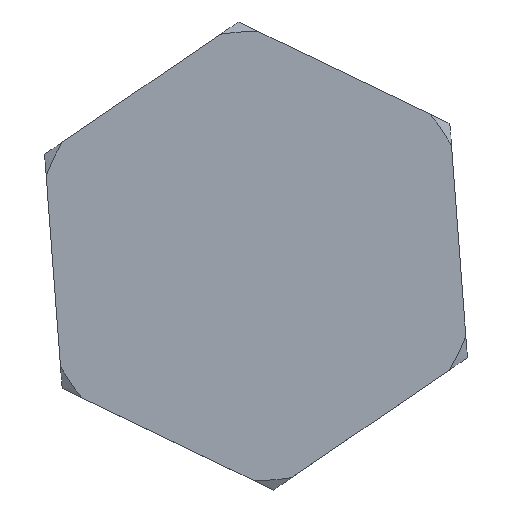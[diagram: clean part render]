
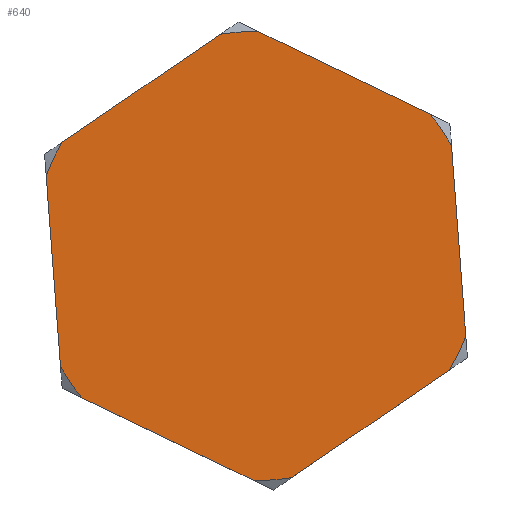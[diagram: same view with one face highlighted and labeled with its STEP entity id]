
A CAD part, top view. The second image highlights one B-rep face of the part: STEP entity #640.
In plain terms, the highlighted planar face has unit normal (0, 0, 1).
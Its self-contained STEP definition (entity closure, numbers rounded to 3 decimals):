
#30=PLANE('',#707);
#90=FACE_OUTER_BOUND('',#130,.T.);
#130=EDGE_LOOP('',(#469,#470,#471,#472,#473,#474,#475,#476,#477,#478,#479,
#480));
#190=LINE('',#1108,#214);
#191=LINE('',#1109,#215);
#192=LINE('',#1110,#216);
#193=LINE('',#1111,#217);
#194=LINE('',#1112,#218);
#195=LINE('',#1113,#219);
#214=VECTOR('',#793,10.);
#215=VECTOR('',#794,10.);
#216=VECTOR('',#795,10.);
#217=VECTOR('',#796,10.);
#218=VECTOR('',#797,10.);
#219=VECTOR('',#798,10.);
#236=CIRCLE('',#684,77.909);
#237=CIRCLE('',#686,77.909);
#238=CIRCLE('',#688,77.909);
#239=CIRCLE('',#690,77.909);
#240=CIRCLE('',#692,77.909);
#241=CIRCLE('',#694,77.909);
#268=VERTEX_POINT('',#977);
#269=VERTEX_POINT('',#981);
#271=VERTEX_POINT('',#988);
#272=VERTEX_POINT('',#992);
#274=VERTEX_POINT('',#999);
#275=VERTEX_POINT('',#1003);
#277=VERTEX_POINT('',#1010);
#278=VERTEX_POINT('',#1014);
#280=VERTEX_POINT('',#1021);
#281=VERTEX_POINT('',#1025);
#282=VERTEX_POINT('',#1031);
#284=VERTEX_POINT('',#1036);
#334=EDGE_CURVE('',#268,#269,#236,.T.);
#337=EDGE_CURVE('',#271,#272,#237,.T.);
#340=EDGE_CURVE('',#274,#275,#238,.T.);
#343=EDGE_CURVE('',#277,#278,#239,.T.);
#346=EDGE_CURVE('',#280,#281,#240,.T.);
#348=EDGE_CURVE('',#284,#282,#241,.T.);
#368=EDGE_CURVE('',#282,#280,#190,.T.);
#369=EDGE_CURVE('',#281,#277,#191,.T.);
#370=EDGE_CURVE('',#278,#274,#192,.T.);
#371=EDGE_CURVE('',#275,#271,#193,.T.);
#372=EDGE_CURVE('',#272,#268,#194,.T.);
#373=EDGE_CURVE('',#269,#284,#195,.T.);
#469=ORIENTED_EDGE('',*,*,#348,.T.);
#470=ORIENTED_EDGE('',*,*,#368,.T.);
#471=ORIENTED_EDGE('',*,*,#346,.T.);
#472=ORIENTED_EDGE('',*,*,#369,.T.);
#473=ORIENTED_EDGE('',*,*,#343,.T.);
#474=ORIENTED_EDGE('',*,*,#370,.T.);
#475=ORIENTED_EDGE('',*,*,#340,.T.);
#476=ORIENTED_EDGE('',*,*,#371,.T.);
#477=ORIENTED_EDGE('',*,*,#337,.T.);
#478=ORIENTED_EDGE('',*,*,#372,.T.);
#479=ORIENTED_EDGE('',*,*,#334,.T.);
#480=ORIENTED_EDGE('',*,*,#373,.T.);
#640=ADVANCED_FACE('',(#90),#30,.T.);
#684=AXIS2_PLACEMENT_3D('',#985,#745,#746);
#686=AXIS2_PLACEMENT_3D('',#996,#749,#750);
#688=AXIS2_PLACEMENT_3D('',#1007,#753,#754);
#690=AXIS2_PLACEMENT_3D('',#1018,#757,#758);
#692=AXIS2_PLACEMENT_3D('',#1029,#761,#762);
#694=AXIS2_PLACEMENT_3D('',#1037,#765,#766);
#707=AXIS2_PLACEMENT_3D('',#1107,#791,#792);
#745=DIRECTION('center_axis',(0.,0.,1.));
#746=DIRECTION('ref_axis',(0.,1.,0.));
#749=DIRECTION('center_axis',(0.,0.,1.));
#750=DIRECTION('ref_axis',(0.,1.,0.));
#753=DIRECTION('center_axis',(0.,0.,1.));
#754=DIRECTION('ref_axis',(0.,1.,0.));
#757=DIRECTION('center_axis',(0.,0.,1.));
#758=DIRECTION('ref_axis',(0.,1.,0.));
#761=DIRECTION('center_axis',(0.,0.,1.));
#762=DIRECTION('ref_axis',(0.,1.,0.));
#765=DIRECTION('center_axis',(0.,0.,1.));
#766=DIRECTION('ref_axis',(0.,1.,0.));
#791=DIRECTION('center_axis',(0.,0.,1.));
#792=DIRECTION('ref_axis',(-1.,0.,0.));
#793=DIRECTION('',(0.075,-0.997,0.));
#794=DIRECTION('',(0.901,-0.434,0.));
#795=DIRECTION('',(0.826,0.564,0.));
#796=DIRECTION('',(-0.075,0.997,0.));
#797=DIRECTION('',(-0.901,0.434,0.));
#798=DIRECTION('',(-0.826,-0.564,0.));
#977=CARTESIAN_POINT('',(0.688,77.906,207.));
#981=CARTESIAN_POINT('',(-12.342,76.925,207.));
#985=CARTESIAN_POINT('Origin',(0.,0.,207.));
#988=CARTESIAN_POINT('',(67.812,38.357,207.));
#992=CARTESIAN_POINT('',(60.448,49.151,207.));
#996=CARTESIAN_POINT('Origin',(0.,0.,207.));
#999=CARTESIAN_POINT('',(67.125,-39.548,207.));
#1003=CARTESIAN_POINT('',(72.79,-27.774,207.));
#1007=CARTESIAN_POINT('Origin',(0.,0.,207.));
#1010=CARTESIAN_POINT('',(-0.688,-77.906,207.));
#1014=CARTESIAN_POINT('',(12.342,-76.925,207.));
#1018=CARTESIAN_POINT('Origin',(0.,0.,207.));
#1021=CARTESIAN_POINT('',(-67.812,-38.357,207.));
#1025=CARTESIAN_POINT('',(-60.448,-49.151,207.));
#1029=CARTESIAN_POINT('Origin',(0.,0.,207.));
#1031=CARTESIAN_POINT('',(-72.79,27.774,207.));
#1036=CARTESIAN_POINT('',(-67.125,39.548,207.));
#1037=CARTESIAN_POINT('Origin',(0.,0.,207.));
#1107=CARTESIAN_POINT('Origin',(0.,0.,207.));
#1108=CARTESIAN_POINT('',(-73.356,35.297,207.));
#1109=CARTESIAN_POINT('',(-67.246,-45.88,207.));
#1110=CARTESIAN_POINT('',(6.11,-81.177,207.));
#1111=CARTESIAN_POINT('',(73.356,-35.297,207.));
#1112=CARTESIAN_POINT('',(67.246,45.88,207.));
#1113=CARTESIAN_POINT('',(-6.11,81.177,207.));
